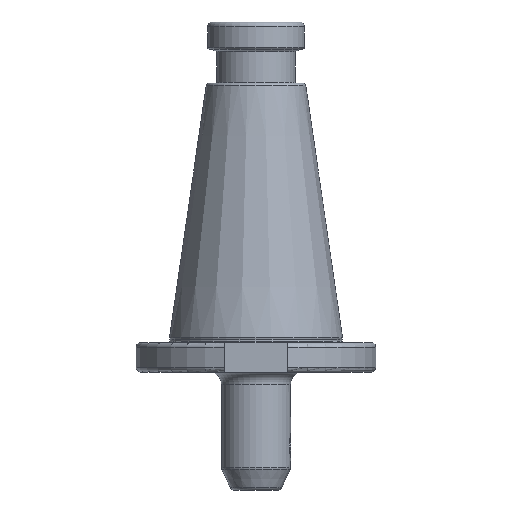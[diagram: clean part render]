
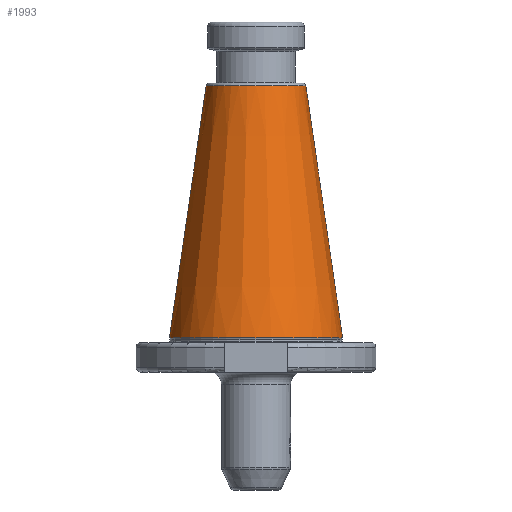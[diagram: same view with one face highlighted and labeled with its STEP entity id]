
A CAD part, left-side view. The second image highlights one B-rep face of the part: STEP entity #1993.
In plain terms, the highlighted conical face has half-angle 8.297 degrees and reference radius 27.65 mm.
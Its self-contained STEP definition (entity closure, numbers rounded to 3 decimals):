
#338=CARTESIAN_POINT('',(0,0,116.173));
#339=DIRECTION('',(0,0,1));
#340=DIRECTION('',(0,1,0));
#341=AXIS2_PLACEMENT_3D('',#338,#339,#340);
#343=DIRECTION('',(0,-0.144,0.99));
#344=VECTOR('',#343,103.254);
#345=CARTESIAN_POINT('',(0,35.1,14));
#346=LINE('',#345,#344);
#347=DIRECTION('',(0,0.144,0.99));
#348=VECTOR('',#347,103.254);
#349=CARTESIAN_POINT('',(0,-35.1,14));
#350=LINE('',#349,#348);
#351=CARTESIAN_POINT('',(0,0,14));
#352=DIRECTION('',(0,0,1));
#353=DIRECTION('',(0,1,0));
#354=AXIS2_PLACEMENT_3D('',#351,#352,#353);
#1243=CARTESIAN_POINT('',(0,35.1,14));
#1244=VERTEX_POINT('',#1243);
#1245=CARTESIAN_POINT('',(0,20.2,116.173));
#1246=VERTEX_POINT('',#1245);
#1283=CARTESIAN_POINT('',(0,-35.1,14));
#1284=VERTEX_POINT('',#1283);
#1285=CARTESIAN_POINT('',(0,-20.2,116.173));
#1286=VERTEX_POINT('',#1285);
#1979=CARTESIAN_POINT('',(0,0,65.087));
#1980=DIRECTION('',(0,0,-1));
#1981=DIRECTION('',(0,-1,0));
#1982=AXIS2_PLACEMENT_3D('',#1979,#1980,#1981);
#1983=CONICAL_SURFACE('',#1982,27.65,8.297);
#1985=ORIENTED_EDGE('',*,*,#1984,.T.);
#1986=ORIENTED_EDGE('',*,*,#1974,.T.);
#1988=ORIENTED_EDGE('',*,*,#1987,.F.);
#1990=ORIENTED_EDGE('',*,*,#1989,.F.);
#1991=EDGE_LOOP('',(#1985,#1986,#1988,#1990));
#1992=FACE_OUTER_BOUND('',#1991,.F.);
#1993=ADVANCED_FACE('',(#1992),#1983,.T.);
#342=CIRCLE('',#341,20.2);
#355=CIRCLE('',#354,35.1);
#1974=EDGE_CURVE('',#1246,#1286,#342,.T.);
#1984=EDGE_CURVE('',#1244,#1246,#346,.T.);
#1987=EDGE_CURVE('',#1284,#1286,#350,.T.);
#1989=EDGE_CURVE('',#1244,#1284,#355,.T.);
